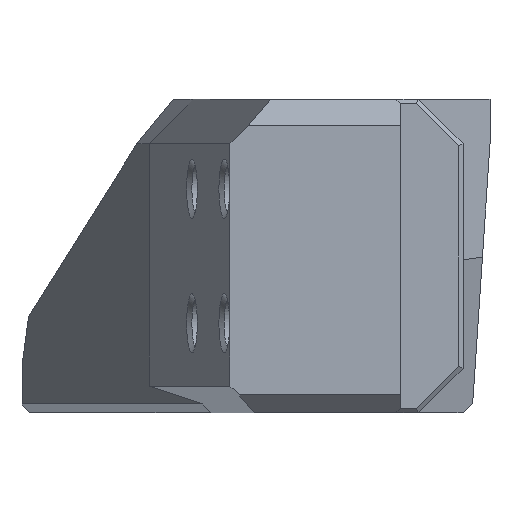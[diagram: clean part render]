
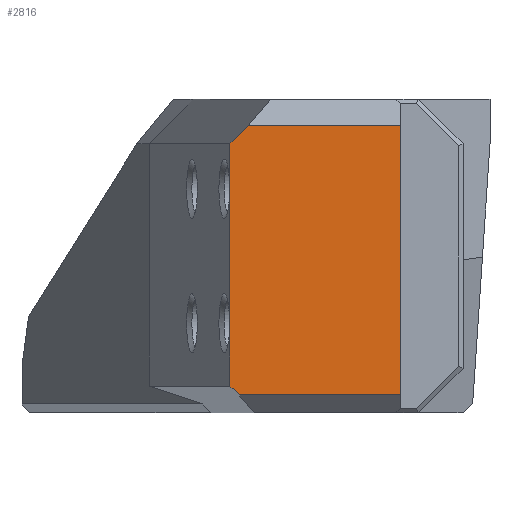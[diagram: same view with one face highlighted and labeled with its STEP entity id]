
A CAD part, left-side view. The second image highlights one B-rep face of the part: STEP entity #2816.
In plain terms, the highlighted planar face has unit normal (-1, 0, 0).
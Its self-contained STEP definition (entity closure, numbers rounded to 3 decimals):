
#242=FACE_OUTER_BOUND('',#411,.T.);
#411=EDGE_LOOP('',(#2281,#2282,#2283,#2284,#2285,#2286));
#553=LINE('',#4213,#880);
#558=LINE('',#4223,#885);
#583=LINE('',#4358,#910);
#690=LINE('',#4766,#1017);
#707=LINE('',#4799,#1034);
#708=LINE('',#4801,#1035);
#880=VECTOR('',#3166,10.);
#885=VECTOR('',#3173,10.);
#910=VECTOR('',#3230,10.);
#1017=VECTOR('',#3427,10.);
#1034=VECTOR('',#3456,10.);
#1035=VECTOR('',#3459,10.);
#1209=VERTEX_POINT('',#4204);
#1213=VERTEX_POINT('',#4211);
#1217=VERTEX_POINT('',#4221);
#1249=VERTEX_POINT('',#4354);
#1251=VERTEX_POINT('',#4357);
#1327=VERTEX_POINT('',#4764);
#1502=EDGE_CURVE('',#1213,#1209,#553,.T.);
#1507=EDGE_CURVE('',#1213,#1217,#558,.T.);
#1545=EDGE_CURVE('',#1249,#1251,#583,.T.);
#1664=EDGE_CURVE('',#1327,#1217,#690,.T.);
#1681=EDGE_CURVE('',#1251,#1327,#707,.T.);
#1682=EDGE_CURVE('',#1209,#1249,#708,.T.);
#2281=ORIENTED_EDGE('',*,*,#1502,.F.);
#2282=ORIENTED_EDGE('',*,*,#1507,.T.);
#2283=ORIENTED_EDGE('',*,*,#1664,.F.);
#2284=ORIENTED_EDGE('',*,*,#1681,.F.);
#2285=ORIENTED_EDGE('',*,*,#1545,.F.);
#2286=ORIENTED_EDGE('',*,*,#1682,.F.);
#2675=PLANE('',#2982);
#2816=ADVANCED_FACE('',(#242),#2675,.T.);
#2982=AXIS2_PLACEMENT_3D('',#4805,#3462,#3463);
#3166=DIRECTION('',(0.,1.,0.));
#3173=DIRECTION('',(0.,0.,1.));
#3230=DIRECTION('',(0.,0.,1.));
#3427=DIRECTION('',(0.,-1.,0.));
#3456=DIRECTION('',(0.,-0.713,0.701));
#3459=DIRECTION('',(0.,0.713,0.701));
#3462=DIRECTION('center_axis',(-1.,0.,0.));
#3463=DIRECTION('ref_axis',(0.,-1.,0.));
#4204=CARTESIAN_POINT('',(5.,9.484,2.));
#4211=CARTESIAN_POINT('',(5.,-8.5,2.));
#4213=CARTESIAN_POINT('',(5.,9.049,2.));
#4221=CARTESIAN_POINT('',(5.,-8.5,32.));
#4223=CARTESIAN_POINT('',(5.,-8.5,0.));
#4354=CARTESIAN_POINT('',(5.,10.5,3.));
#4357=CARTESIAN_POINT('',(5.,10.5,30.));
#4358=CARTESIAN_POINT('',(5.,10.5,0.));
#4764=CARTESIAN_POINT('',(5.,8.468,32.));
#4766=CARTESIAN_POINT('',(5.,9.049,32.));
#4799=CARTESIAN_POINT('',(5.,19.13,21.506));
#4801=CARTESIAN_POINT('',(5.,11.381,3.867));
#4805=CARTESIAN_POINT('Origin',(5.,10.5,0.));
